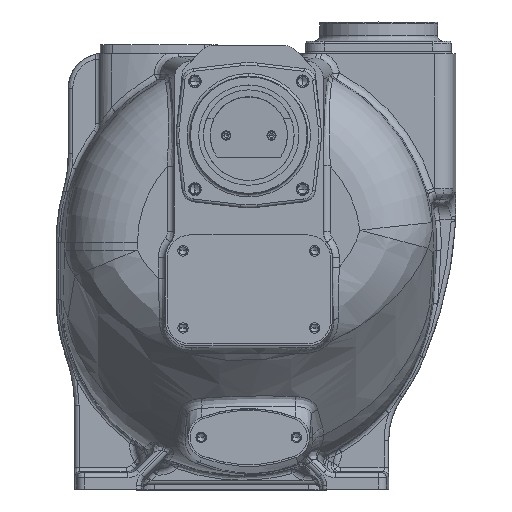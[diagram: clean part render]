
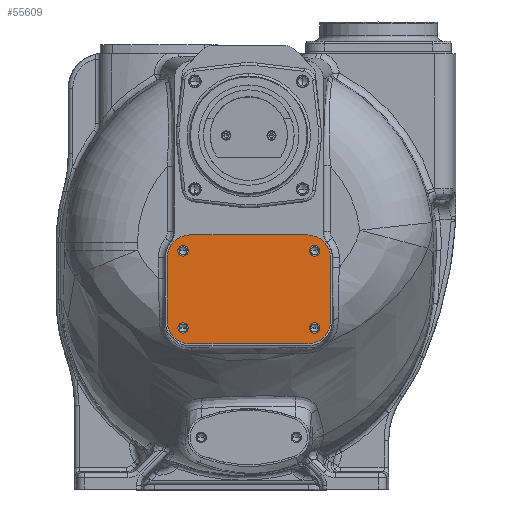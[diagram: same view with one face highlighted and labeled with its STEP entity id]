
A CAD part, top view. The second image highlights one B-rep face of the part: STEP entity #55609.
In plain terms, the highlighted planar face has unit normal (0, 0, 1).
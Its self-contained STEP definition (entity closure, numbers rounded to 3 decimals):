
#55271=CARTESIAN_POINT('',(-27.,255.,185.));
#55272=DIRECTION('',(0.,0.,1.));
#55273=DIRECTION('',(0.,1.,0.));
#55274=AXIS2_PLACEMENT_3D('',#55271,#55272,#55273);
#55276=DIRECTION('',(-1.,0.,0.));
#55277=VECTOR('',#55276,130.);
#55278=CARTESIAN_POINT('',(103.,280.,185.));
#55279=LINE('',#55278,#55277);
#55280=CARTESIAN_POINT('',(103.,255.,185.));
#55281=DIRECTION('',(0.,0.,1.));
#55282=DIRECTION('',(1.,0.,0.));
#55283=AXIS2_PLACEMENT_3D('',#55280,#55281,#55282);
#55285=DIRECTION('',(0.,1.,0.));
#55286=VECTOR('',#55285,70.);
#55287=CARTESIAN_POINT('',(128.,185.,185.));
#55288=LINE('',#55287,#55286);
#55289=CARTESIAN_POINT('',(103.,185.,185.));
#55290=DIRECTION('',(0.,0.,1.));
#55291=DIRECTION('',(0.,-1.,0.));
#55292=AXIS2_PLACEMENT_3D('',#55289,#55290,#55291);
#55294=DIRECTION('',(1.,0.,0.));
#55295=VECTOR('',#55294,130.);
#55296=CARTESIAN_POINT('',(-27.,160.,185.));
#55297=LINE('',#55296,#55295);
#55298=CARTESIAN_POINT('',(-27.,185.,185.));
#55299=DIRECTION('',(0.,0.,1.));
#55300=DIRECTION('',(-1.,0.,0.));
#55301=AXIS2_PLACEMENT_3D('',#55298,#55299,#55300);
#55303=DIRECTION('',(0.,-1.,0.));
#55304=VECTOR('',#55303,70.);
#55305=CARTESIAN_POINT('',(-52.,255.,185.));
#55306=LINE('',#55305,#55304);
#55307=CARTESIAN_POINT('',(110.5,262.5,185.));
#55308=DIRECTION('',(0.,0.,-1.));
#55309=DIRECTION('',(1.,0.,0.));
#55310=AXIS2_PLACEMENT_3D('',#55307,#55308,#55309);
#55312=CARTESIAN_POINT('',(110.5,262.5,185.));
#55313=DIRECTION('',(0.,0.,-1.));
#55314=DIRECTION('',(-1.,0.,0.));
#55315=AXIS2_PLACEMENT_3D('',#55312,#55313,#55314);
#55317=CARTESIAN_POINT('',(110.5,177.5,185.));
#55318=DIRECTION('',(0.,0.,-1.));
#55319=DIRECTION('',(1.,0.,0.));
#55320=AXIS2_PLACEMENT_3D('',#55317,#55318,#55319);
#55322=CARTESIAN_POINT('',(110.5,177.5,185.));
#55323=DIRECTION('',(0.,0.,-1.));
#55324=DIRECTION('',(-1.,0.,0.));
#55325=AXIS2_PLACEMENT_3D('',#55322,#55323,#55324);
#55327=CARTESIAN_POINT('',(-34.5,262.5,185.));
#55328=DIRECTION('',(0.,0.,-1.));
#55329=DIRECTION('',(1.,0.,0.));
#55330=AXIS2_PLACEMENT_3D('',#55327,#55328,#55329);
#55332=CARTESIAN_POINT('',(-34.5,262.5,185.));
#55333=DIRECTION('',(0.,0.,-1.));
#55334=DIRECTION('',(-1.,0.,0.));
#55335=AXIS2_PLACEMENT_3D('',#55332,#55333,#55334);
#55337=CARTESIAN_POINT('',(-34.5,177.5,185.));
#55338=DIRECTION('',(0.,0.,-1.));
#55339=DIRECTION('',(1.,0.,0.));
#55340=AXIS2_PLACEMENT_3D('',#55337,#55338,#55339);
#55342=CARTESIAN_POINT('',(-34.5,177.5,185.));
#55343=DIRECTION('',(0.,0.,-1.));
#55344=DIRECTION('',(-1.,0.,0.));
#55345=AXIS2_PLACEMENT_3D('',#55342,#55343,#55344);
#55483=CARTESIAN_POINT('',(116.25,262.5,185.));
#55484=CARTESIAN_POINT('',(104.75,262.5,185.));
#55485=VERTEX_POINT('',#55483);
#55486=VERTEX_POINT('',#55484);
#55487=CARTESIAN_POINT('',(116.25,177.5,185.));
#55488=CARTESIAN_POINT('',(104.75,177.5,185.));
#55489=VERTEX_POINT('',#55487);
#55490=VERTEX_POINT('',#55488);
#55491=CARTESIAN_POINT('',(-28.75,262.5,185.));
#55492=CARTESIAN_POINT('',(-40.25,262.5,185.));
#55493=VERTEX_POINT('',#55491);
#55494=VERTEX_POINT('',#55492);
#55495=CARTESIAN_POINT('',(-28.75,177.5,185.));
#55496=CARTESIAN_POINT('',(-40.25,177.5,185.));
#55497=VERTEX_POINT('',#55495);
#55498=VERTEX_POINT('',#55496);
#55499=CARTESIAN_POINT('',(-27.,280.,185.));
#55500=CARTESIAN_POINT('',(-52.,255.,185.));
#55501=VERTEX_POINT('',#55499);
#55502=VERTEX_POINT('',#55500);
#55503=CARTESIAN_POINT('',(-52.,185.,185.));
#55504=VERTEX_POINT('',#55503);
#55505=CARTESIAN_POINT('',(-27.,160.,185.));
#55506=VERTEX_POINT('',#55505);
#55507=CARTESIAN_POINT('',(103.,160.,185.));
#55508=VERTEX_POINT('',#55507);
#55509=CARTESIAN_POINT('',(128.,185.,185.));
#55510=VERTEX_POINT('',#55509);
#55511=CARTESIAN_POINT('',(128.,255.,185.));
#55512=VERTEX_POINT('',#55511);
#55513=CARTESIAN_POINT('',(103.,280.,185.));
#55514=VERTEX_POINT('',#55513);
#55563=CARTESIAN_POINT('',(38.,220.,185.));
#55564=DIRECTION('',(0.,0.,1.));
#55565=DIRECTION('',(1.,0.,0.));
#55566=AXIS2_PLACEMENT_3D('',#55563,#55564,#55565);
#55567=PLANE('',#55566);
#55569=ORIENTED_EDGE('',*,*,#55568,.F.);
#55570=ORIENTED_EDGE('',*,*,#55552,.F.);
#55572=ORIENTED_EDGE('',*,*,#55571,.F.);
#55574=ORIENTED_EDGE('',*,*,#55573,.F.);
#55576=ORIENTED_EDGE('',*,*,#55575,.F.);
#55578=ORIENTED_EDGE('',*,*,#55577,.F.);
#55580=ORIENTED_EDGE('',*,*,#55579,.F.);
#55582=ORIENTED_EDGE('',*,*,#55581,.F.);
#55583=EDGE_LOOP('',(#55569,#55570,#55572,#55574,#55576,#55578,#55580,#55582));
#55584=FACE_OUTER_BOUND('',#55583,.F.);
#55586=ORIENTED_EDGE('',*,*,#55585,.F.);
#55588=ORIENTED_EDGE('',*,*,#55587,.F.);
#55589=EDGE_LOOP('',(#55586,#55588));
#55590=FACE_BOUND('',#55589,.F.);
#55592=ORIENTED_EDGE('',*,*,#55591,.F.);
#55594=ORIENTED_EDGE('',*,*,#55593,.F.);
#55595=EDGE_LOOP('',(#55592,#55594));
#55596=FACE_BOUND('',#55595,.F.);
#55598=ORIENTED_EDGE('',*,*,#55597,.F.);
#55600=ORIENTED_EDGE('',*,*,#55599,.F.);
#55601=EDGE_LOOP('',(#55598,#55600));
#55602=FACE_BOUND('',#55601,.F.);
#55604=ORIENTED_EDGE('',*,*,#55603,.F.);
#55606=ORIENTED_EDGE('',*,*,#55605,.F.);
#55607=EDGE_LOOP('',(#55604,#55606));
#55608=FACE_BOUND('',#55607,.F.);
#55609=ADVANCED_FACE('',(#55584,#55590,#55596,#55602,#55608),#55567,.T.);
#55275=CIRCLE('',#55274,25.);
#55284=CIRCLE('',#55283,25.);
#55293=CIRCLE('',#55292,25.);
#55302=CIRCLE('',#55301,25.);
#55311=CIRCLE('',#55310,5.75);
#55316=CIRCLE('',#55315,5.75);
#55321=CIRCLE('',#55320,5.75);
#55326=CIRCLE('',#55325,5.75);
#55331=CIRCLE('',#55330,5.75);
#55336=CIRCLE('',#55335,5.75);
#55341=CIRCLE('',#55340,5.75);
#55346=CIRCLE('',#55345,5.75);
#55552=EDGE_CURVE('',#55514,#55501,#55279,.T.);
#55568=EDGE_CURVE('',#55501,#55502,#55275,.T.);
#55571=EDGE_CURVE('',#55512,#55514,#55284,.T.);
#55573=EDGE_CURVE('',#55510,#55512,#55288,.T.);
#55575=EDGE_CURVE('',#55508,#55510,#55293,.T.);
#55577=EDGE_CURVE('',#55506,#55508,#55297,.T.);
#55579=EDGE_CURVE('',#55504,#55506,#55302,.T.);
#55581=EDGE_CURVE('',#55502,#55504,#55306,.T.);
#55585=EDGE_CURVE('',#55485,#55486,#55311,.T.);
#55587=EDGE_CURVE('',#55486,#55485,#55316,.T.);
#55591=EDGE_CURVE('',#55489,#55490,#55321,.T.);
#55593=EDGE_CURVE('',#55490,#55489,#55326,.T.);
#55597=EDGE_CURVE('',#55493,#55494,#55331,.T.);
#55599=EDGE_CURVE('',#55494,#55493,#55336,.T.);
#55603=EDGE_CURVE('',#55497,#55498,#55341,.T.);
#55605=EDGE_CURVE('',#55498,#55497,#55346,.T.);
